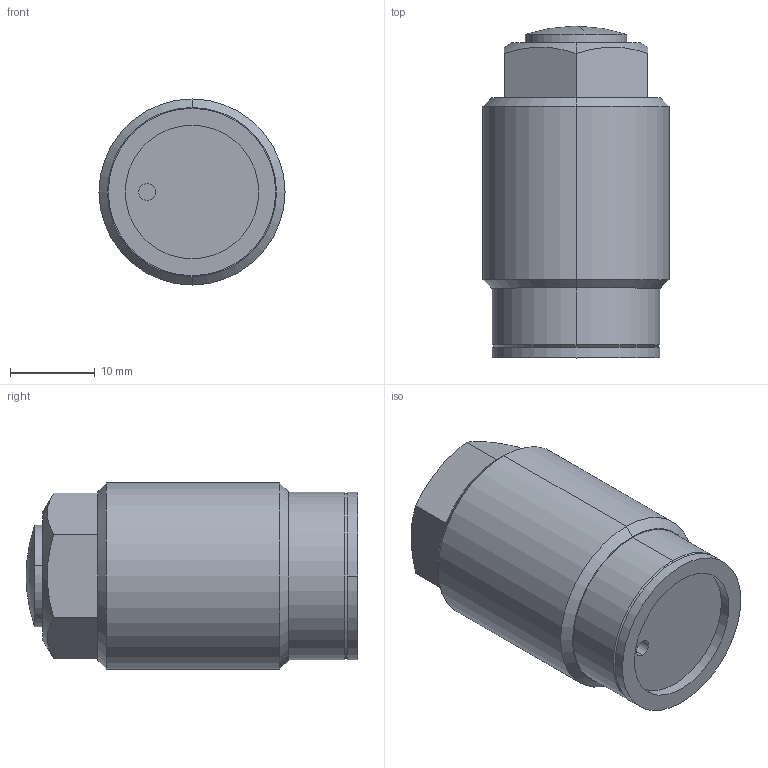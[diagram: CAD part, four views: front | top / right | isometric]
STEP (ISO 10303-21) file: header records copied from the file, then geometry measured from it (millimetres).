
FILE_DESCRIPTION (( 'STEP AP203' ), '1' );
FILE_NAME ('HTC-12A.STEP', '2019-10-11T10:30:17', ( '微软用户' ), ( '微软中国' ), 'SwSTEP 2.0', 'SolidWorks 2012', '' );
FILE_SCHEMA (( 'CONFIG_CONTROL_DESIGN' ));
Length unit declared in the file: millimetre
Products named in the file (4): HTC-12A; HTC-12A垫圈; 活塞杆12A; HTC-12A掛极
Assembly tree (3 placements, depth 2):
  HTC-12A
    HTC-12A掛极
    活塞杆12A
    HTC-12A垫圈
Bounding box: 22 x 39.25 x 22 mm (x, y, z)
Volume: 11894.6 mm3; surface area: 6503.2 mm2
Topology: 3 solids, 3 shells, 50 faces, 104 edges, 65 vertices
Faces by surface type: cylinder 18, plane 16, cone 8, torus 6, sphere 2
Entity records: 1816 total; most frequent: CARTESIAN_POINT 287, DIRECTION 270, ORIENTED_EDGE 208, AXIS2_PLACEMENT_3D 116, EDGE_CURVE 104, VERTEX_POINT 65, CIRCLE 60, EDGE_LOOP 59
